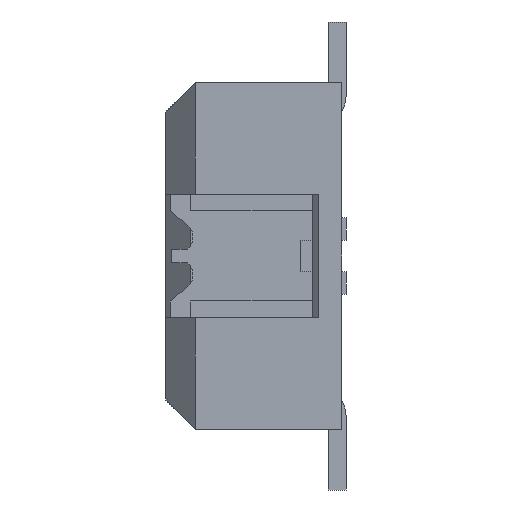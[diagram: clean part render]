
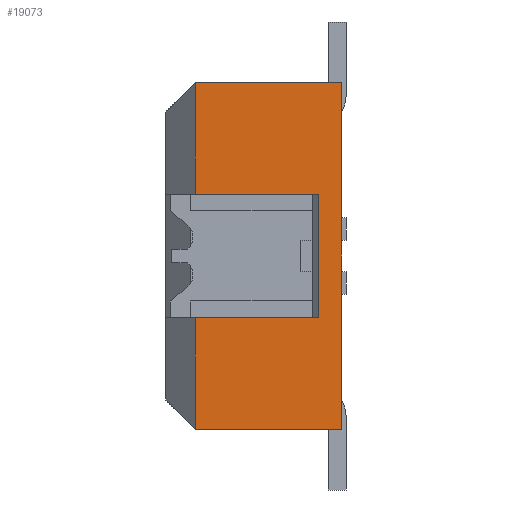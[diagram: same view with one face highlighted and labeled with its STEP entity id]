
A CAD part, left-side view. The second image highlights one B-rep face of the part: STEP entity #19073.
In plain terms, the highlighted planar face has unit normal (-1, 0, 0).
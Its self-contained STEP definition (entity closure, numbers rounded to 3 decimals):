
#127 = VERTEX_POINT('',#128);
#128 = CARTESIAN_POINT('',(-2.53,0.,-0.77));
#134 = EDGE_CURVE('',#127,#135,#137,.T.);
#135 = VERTEX_POINT('',#136);
#136 = CARTESIAN_POINT('',(-2.53,0.,0.77));
#137 = LINE('',#138,#139);
#138 = CARTESIAN_POINT('',(-2.53,0.,-0.77));
#139 = VECTOR('',#140,1.);
#140 = DIRECTION('',(0.,0.,1.));
#19010 = VERTEX_POINT('',#19011);
#19011 = CARTESIAN_POINT('',(-2.53,0.1,0.275));
#19017 = EDGE_CURVE('',#19010,#19018,#19020,.T.);
#19018 = VERTEX_POINT('',#19019);
#19019 = CARTESIAN_POINT('',(-2.53,0.1,-0.275));
#19020 = LINE('',#19021,#19022);
#19021 = CARTESIAN_POINT('',(-2.53,0.1,0.275));
#19022 = VECTOR('',#19023,1.);
#19023 = DIRECTION('',(0.,0.,-1.));
#19039 = EDGE_CURVE('',#19040,#19010,#19042,.T.);
#19040 = VERTEX_POINT('',#19041);
#19041 = CARTESIAN_POINT('',(-2.53,0.65,0.275));
#19042 = LINE('',#19043,#19044);
#19043 = CARTESIAN_POINT('',(-2.53,0.65,0.275));
#19044 = VECTOR('',#19045,1.);
#19045 = DIRECTION('',(0.,-1.,0.));
#19073 = ADVANCED_FACE('',(#19074),#19115,.T.);
#19074 = FACE_BOUND('',#19075,.F.);
#19075 = EDGE_LOOP('',(#19076,#19077,#19078,#19086,#19092,#19093,#19101,
    #19109));
#19076 = ORIENTED_EDGE('',*,*,#19017,.F.);
#19077 = ORIENTED_EDGE('',*,*,#19039,.F.);
#19078 = ORIENTED_EDGE('',*,*,#19079,.T.);
#19079 = EDGE_CURVE('',#19040,#19080,#19082,.T.);
#19080 = VERTEX_POINT('',#19081);
#19081 = CARTESIAN_POINT('',(-2.53,0.65,0.77));
#19082 = LINE('',#19083,#19084);
#19083 = CARTESIAN_POINT('',(-2.53,0.65,0.275));
#19084 = VECTOR('',#19085,1.);
#19085 = DIRECTION('',(0.,0.,1.));
#19086 = ORIENTED_EDGE('',*,*,#19087,.T.);
#19087 = EDGE_CURVE('',#19080,#135,#19088,.T.);
#19088 = LINE('',#19089,#19090);
#19089 = CARTESIAN_POINT('',(-2.53,0.65,0.77));
#19090 = VECTOR('',#19091,1.);
#19091 = DIRECTION('',(0.,-1.,0.));
#19092 = ORIENTED_EDGE('',*,*,#134,.F.);
#19093 = ORIENTED_EDGE('',*,*,#19094,.T.);
#19094 = EDGE_CURVE('',#127,#19095,#19097,.T.);
#19095 = VERTEX_POINT('',#19096);
#19096 = CARTESIAN_POINT('',(-2.53,0.65,-0.77));
#19097 = LINE('',#19098,#19099);
#19098 = CARTESIAN_POINT('',(-2.53,0.,-0.77));
#19099 = VECTOR('',#19100,1.);
#19100 = DIRECTION('',(0.,1.,0.));
#19101 = ORIENTED_EDGE('',*,*,#19102,.T.);
#19102 = EDGE_CURVE('',#19095,#19103,#19105,.T.);
#19103 = VERTEX_POINT('',#19104);
#19104 = CARTESIAN_POINT('',(-2.53,0.65,-0.275));
#19105 = LINE('',#19106,#19107);
#19106 = CARTESIAN_POINT('',(-2.53,0.65,-0.77));
#19107 = VECTOR('',#19108,1.);
#19108 = DIRECTION('',(0.,0.,1.));
#19109 = ORIENTED_EDGE('',*,*,#19110,.F.);
#19110 = EDGE_CURVE('',#19018,#19103,#19111,.T.);
#19111 = LINE('',#19112,#19113);
#19112 = CARTESIAN_POINT('',(-2.53,0.1,-0.275));
#19113 = VECTOR('',#19114,1.);
#19114 = DIRECTION('',(0.,1.,0.));
#19115 = PLANE('',#19116);
#19116 = AXIS2_PLACEMENT_3D('',#19117,#19118,#19119);
#19117 = CARTESIAN_POINT('',(-2.53,0.,0.77));
#19118 = DIRECTION('',(-1.,0.,0.));
#19119 = DIRECTION('',(0.,0.,-1.));
